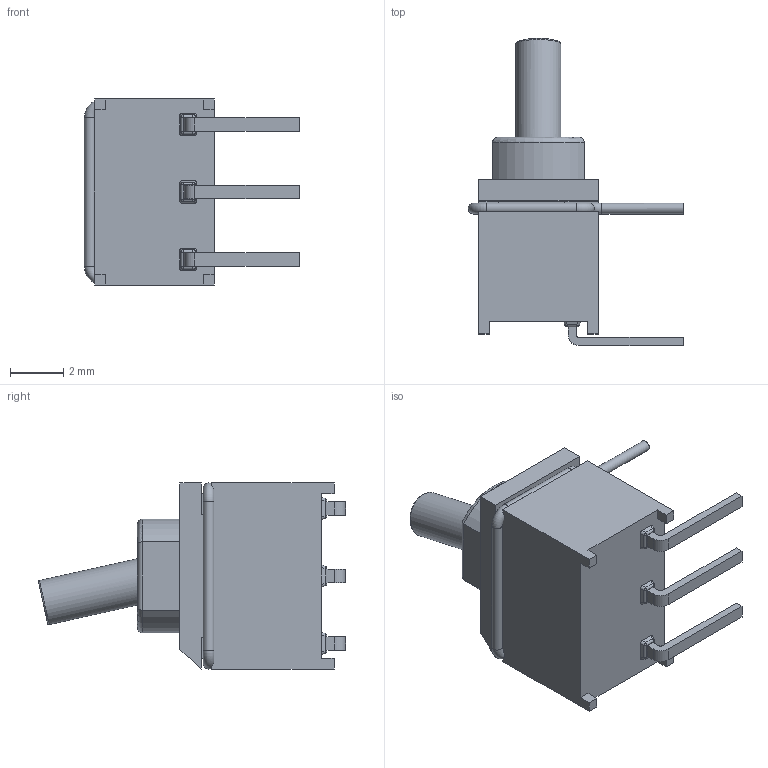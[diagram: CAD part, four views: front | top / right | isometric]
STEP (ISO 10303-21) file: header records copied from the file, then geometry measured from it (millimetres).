
FILE_DESCRIPTION((' '),'2;1');
FILE_NAME('200USPxT1A1M6RE.stp','2017-07-19T14:47:44',(' '),(' '),' ','ACIS',' ');
FILE_SCHEMA(('CONFIG_CONTROL_DESIGN'));
Length unit declared in the file: inch
Products named in the file (1): 200USPxT1A1M6RE.stp
Bounding box: 8.1 x 11.55 x 7 mm (x, y, z)
Surface area: 338.2 mm2 (no closed solid volume)
Topology: 0 solids, 1 shells, 149 faces, 378 edges, 236 vertices
Faces by surface type: plane 85, cylinder 43, sphere 12, torus 9
Full cylindrical faces by diameter (mm): 0.4 x3, 1.7 x1, 3 x1
Entity records: 4547 total; most frequent: CARTESIAN_POINT 856, DIRECTION 756, ORIENTED_EDGE 722, EDGE_CURVE 363, VECTOR 254, LINE 254, AXIS2_PLACEMENT_3D 251, VERTEX_POINT 231
